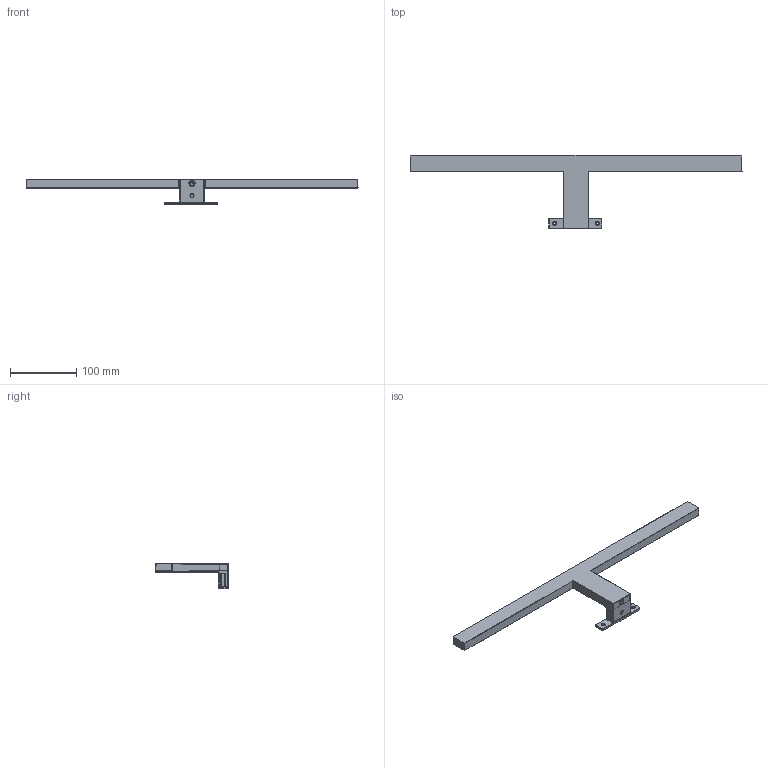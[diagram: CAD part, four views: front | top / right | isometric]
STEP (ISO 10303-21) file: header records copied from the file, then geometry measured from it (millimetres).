
FILE_DESCRIPTION (( 'STEP AP214' ), '1' );
FILE_NAME ('3470100731_2d.STEP', '2025-06-10T12:01:21', ( '' ), ( '' ), 'SwSTEP 2.0', 'SolidWorks 2023', '' );
FILE_SCHEMA (( 'AUTOMOTIVE_DESIGN' ));
Length unit declared in the file: millimetre
Products named in the file (1): 3470100731_2d
Bounding box: 500 x 110.55 x 38.7 mm (x, y, z)
Volume: 114390.1 mm3; surface area: 134087.8 mm2
Topology: 6 solids, 6 shells, 463 faces, 1233 edges, 781 vertices
Faces by surface type: plane 278, cylinder 131, bspline 50, cone 4
Entity records: 18181 total; most frequent: CARTESIAN_POINT 7151, ORIENTED_EDGE 2420, DIRECTION 1990, EDGE_CURVE 1210, LINE 834, VECTOR 834, VERTEX_POINT 781, AXIS2_PLACEMENT_3D 578
